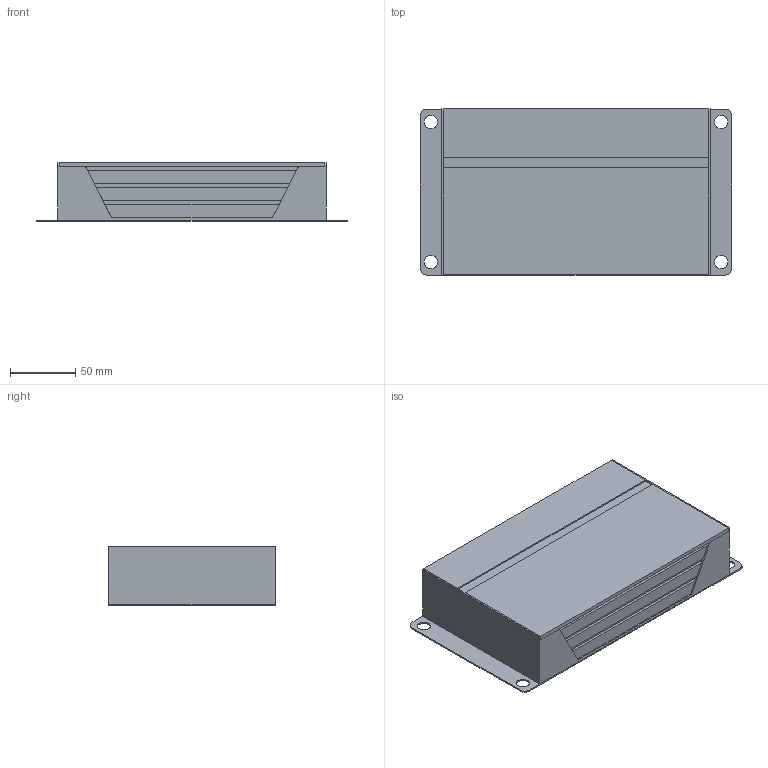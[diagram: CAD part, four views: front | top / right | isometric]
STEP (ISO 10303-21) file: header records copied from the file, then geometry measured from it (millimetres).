
FILE_DESCRIPTION(('FreeCAD Model'),'2;1');
FILE_NAME( 'SL-A4100D.step', '2020-06-21T00:21:08',('Author'),(''), 'Open CASCADE STEP processor 6.8','FreeCAD','Unknown');
FILE_SCHEMA(('AUTOMOTIVE_DESIGN_CC2 { 1 2 10303 214 -1 1 5 4 }'));
Length unit declared in the file: millimetre
Products named in the file (1): SL-A4100D
Bounding box: 238 x 127 x 45 mm (x, y, z)
Volume: 1155344.4 mm3; surface area: 97932.5 mm2
Topology: 1 solids, 1 shells, 84 faces, 218 edges, 136 vertices
Faces by surface type: plane 76, cylinder 8
Full cylindrical faces by diameter (mm): 10 x4
Entity records: 5951 total; most frequent: CARTESIAN_POINT 1013, DIRECTION 782, LINE 580, VECTOR 580, ORIENTED_EDGE 436, PCURVE 436, DEFINITIONAL_REPRESENTATION 436, EDGE_CURVE 218
